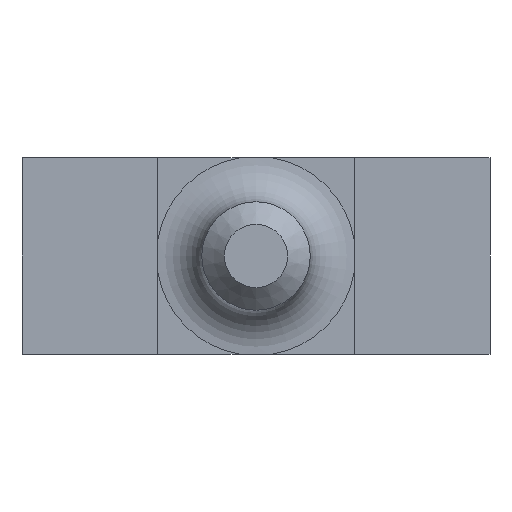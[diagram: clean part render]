
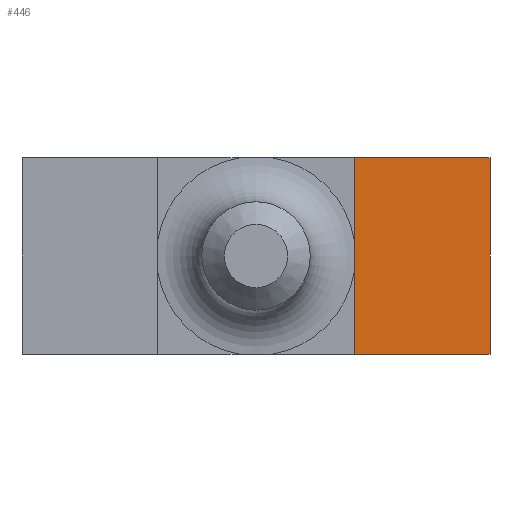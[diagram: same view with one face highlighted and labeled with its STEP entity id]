
A CAD part, left-side view. The second image highlights one B-rep face of the part: STEP entity #446.
In plain terms, the highlighted planar face has unit normal (-1, 0, 0).
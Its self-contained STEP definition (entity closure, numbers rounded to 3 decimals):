
#55=FACE_OUTER_BOUND('',#82,.T.);
#82=EDGE_LOOP('',(#304,#305,#306,#307));
#113=LINE('',#666,#152);
#115=LINE('',#673,#154);
#116=LINE('',#674,#155);
#117=LINE('',#675,#156);
#152=VECTOR('',#538,10.);
#154=VECTOR('',#544,10.);
#155=VECTOR('',#545,10.);
#156=VECTOR('',#546,10.);
#192=VERTEX_POINT('',#663);
#193=VERTEX_POINT('',#665);
#195=VERTEX_POINT('',#671);
#196=VERTEX_POINT('',#672);
#235=EDGE_CURVE('',#192,#193,#113,.T.);
#238=EDGE_CURVE('',#195,#196,#115,.T.);
#239=EDGE_CURVE('',#195,#193,#116,.T.);
#240=EDGE_CURVE('',#196,#192,#117,.T.);
#304=ORIENTED_EDGE('',*,*,#238,.F.);
#305=ORIENTED_EDGE('',*,*,#239,.T.);
#306=ORIENTED_EDGE('',*,*,#235,.F.);
#307=ORIENTED_EDGE('',*,*,#240,.F.);
#428=PLANE('',#487);
#446=ADVANCED_FACE('',(#55),#428,.T.);
#487=AXIS2_PLACEMENT_3D('',#670,#542,#543);
#538=DIRECTION('',(0.,0.,-1.));
#542=DIRECTION('center_axis',(-1.,0.,0.));
#543=DIRECTION('ref_axis',(0.,0.,-1.));
#544=DIRECTION('',(0.,0.,1.));
#545=DIRECTION('',(0.,-1.,0.));
#546=DIRECTION('',(0.,-1.,0.));
#663=CARTESIAN_POINT('',(219.,-10.35,4.35));
#665=CARTESIAN_POINT('',(219.,-10.35,-4.35));
#666=CARTESIAN_POINT('',(219.,-10.35,-4.35));
#670=CARTESIAN_POINT('Origin',(219.,-4.35,4.35));
#671=CARTESIAN_POINT('',(219.,-4.35,-4.35));
#672=CARTESIAN_POINT('',(219.,-4.35,4.35));
#673=CARTESIAN_POINT('',(219.,-4.35,4.35));
#674=CARTESIAN_POINT('',(219.,-4.35,-4.35));
#675=CARTESIAN_POINT('',(219.,-4.35,4.35));
